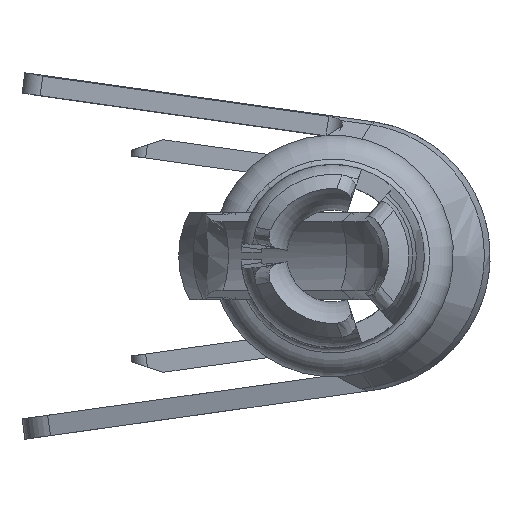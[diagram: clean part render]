
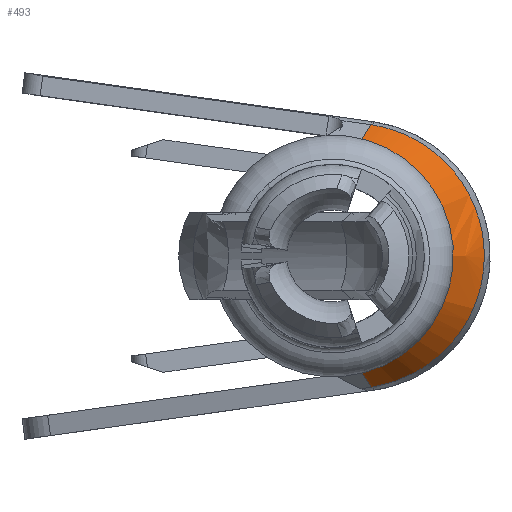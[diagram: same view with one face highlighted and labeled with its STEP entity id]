
A CAD part, front view. The second image highlights one B-rep face of the part: STEP entity #493.
In plain terms, the highlighted free-form (B-spline) face has degree [4, 3] with [8, 4] control points.
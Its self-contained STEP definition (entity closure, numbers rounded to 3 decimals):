
#152=(
BOUNDED_SURFACE()
B_SPLINE_SURFACE(4,3,((#8012,#8013,#8014,#8015),(#8016,#8017,#8018,#8019),
(#8020,#8021,#8022,#8023),(#8024,#8025,#8026,#8027),(#8028,#8029,#8030,#8031),
(#8032,#8033,#8034,#8035),(#8036,#8037,#8038,#8039),(#8040,#8041,#8042,#8043)),
 .UNSPECIFIED.,.F.,.F.,.F.)
B_SPLINE_SURFACE_WITH_KNOTS((5,3,5),(4,4),(0.,0.5,1.),(0.,1.),.UNSPECIFIED.)
GEOMETRIC_REPRESENTATION_ITEM()
RATIONAL_B_SPLINE_SURFACE(((1.005,1.005,1.005,
1.005),(1.005,1.005,1.005,1.005),
(0.965,0.965,0.965,0.965),
(1.005,1.005,1.005,1.005),(1.005,
1.005,1.005,1.005),(0.965,0.965,
0.965,0.965),(1.005,1.005,
1.005,1.005),(1.005,1.005,1.005,
1.005)))
REPRESENTATION_ITEM('')
SURFACE()
);
#493=ADVANCED_FACE('',(#756),#152,.F.);
#756=FACE_OUTER_BOUND('',#944,.T.);
#944=EDGE_LOOP('',(#2211,#2212,#2213,#2214,#2215,#2216));
#989=(
BOUNDED_CURVE()
B_SPLINE_CURVE(3,(#7951,#7952,#7953,#7954),.UNSPECIFIED.,.F.,.F.)
B_SPLINE_CURVE_WITH_KNOTS((4,4),(0.,1.),.UNSPECIFIED.)
CURVE()
GEOMETRIC_REPRESENTATION_ITEM()
RATIONAL_B_SPLINE_CURVE((1.005,1.005,1.005,
1.005))
REPRESENTATION_ITEM('')
);
#1148=LINE('',#7917,#1328);
#1328=VECTOR('',#4210,1.);
#2211=ORIENTED_EDGE('',*,*,#3112,.T.);
#2212=ORIENTED_EDGE('',*,*,#3127,.T.);
#2213=ORIENTED_EDGE('',*,*,#3128,.T.);
#2214=ORIENTED_EDGE('',*,*,#3129,.T.);
#2215=ORIENTED_EDGE('',*,*,#3123,.F.);
#2216=ORIENTED_EDGE('',*,*,#2886,.F.);
#2514=VERTEX_POINT('',#5407);
#2520=VERTEX_POINT('',#5426);
#2642=VERTEX_POINT('',#7916);
#2650=VERTEX_POINT('',#7955);
#2653=VERTEX_POINT('',#7969);
#2654=VERTEX_POINT('',#8001);
#2886=EDGE_CURVE('',#2520,#2514,#3231,.T.);
#3112=EDGE_CURVE('',#2520,#2642,#1148,.T.);
#3123=EDGE_CURVE('',#2514,#2650,#989,.T.);
#3127=EDGE_CURVE('',#2642,#2653,#3318,.T.);
#3128=EDGE_CURVE('',#2653,#2654,#3319,.T.);
#3129=EDGE_CURVE('',#2654,#2650,#3320,.T.);
#3231=B_SPLINE_CURVE_WITH_KNOTS('',3,(#5427,#5428,#5429,#5430,#5431,#5432),
 .UNSPECIFIED.,.F.,.F.,(4,2,4),(0.,0.5,1.),.UNSPECIFIED.);
#3318=B_SPLINE_CURVE_WITH_KNOTS('',3,(#7962,#7963,#7964,#7965,#7966,#7967,
#7968),.UNSPECIFIED.,.F.,.F.,(4,3,4),(0.,0.002,1.),.UNSPECIFIED.);
#3319=B_SPLINE_CURVE_WITH_KNOTS('',3,(#7970,#7971,#7972,#7973,#7974,#7975,
#7976,#7977,#7978,#7979,#7980,#7981,#7982,#7983,#7984,#7985,#7986,#7987,
#7988,#7989,#7990,#7991,#7992,#7993,#7994,#7995,#7996,#7997,#7998,#7999,
#8000),.UNSPECIFIED.,.F.,.F.,(4,3,3,3,3,3,3,3,3,3,4),(0.,0.029,
0.148,0.266,0.384,0.5,
0.566,0.683,0.801,0.913,1.),
 .UNSPECIFIED.);
#3320=B_SPLINE_CURVE_WITH_KNOTS('',3,(#8002,#8003,#8004,#8005,#8006,#8007,
#8008,#8009,#8010,#8011),.UNSPECIFIED.,.F.,.F.,(4,3,3,4),(0.,0.025,
0.998,1.),.UNSPECIFIED.);
#4210=DIRECTION('',(0.245,0.893,-0.379));
#5407=CARTESIAN_POINT('',(0.174,22.42,1.238));
#5426=CARTESIAN_POINT('',(0.174,22.42,-1.238));
#5427=CARTESIAN_POINT('',(0.174,22.42,-1.238));
#5428=CARTESIAN_POINT('',(0.764,22.42,-1.155));
#5429=CARTESIAN_POINT('',(1.25,22.42,-0.596));
#5430=CARTESIAN_POINT('',(1.25,22.42,0.596));
#5431=CARTESIAN_POINT('',(0.764,22.42,1.155));
#5432=CARTESIAN_POINT('',(0.174,22.42,1.238));
#7916=CARTESIAN_POINT('',(0.53,23.721,-1.79));
#7917=CARTESIAN_POINT('',(0.366,23.12,-1.535));
#7951=CARTESIAN_POINT('',(0.174,22.42,1.238));
#7952=CARTESIAN_POINT('',(0.3,22.887,1.436));
#7953=CARTESIAN_POINT('',(0.427,23.353,1.634));
#7954=CARTESIAN_POINT('',(0.553,23.82,1.833));
#7955=CARTESIAN_POINT('',(0.526,23.721,1.79));
#7962=CARTESIAN_POINT('',(0.53,23.721,-1.79));
#7963=CARTESIAN_POINT('',(0.53,23.721,-1.79));
#7964=CARTESIAN_POINT('',(0.53,23.721,-1.79));
#7965=CARTESIAN_POINT('',(0.53,23.721,-1.79));
#7966=CARTESIAN_POINT('',(0.539,23.721,-1.788));
#7967=CARTESIAN_POINT('',(0.547,23.72,-1.787));
#7968=CARTESIAN_POINT('',(0.556,23.72,-1.786));
#7969=CARTESIAN_POINT('',(0.556,23.72,-1.786));
#7970=CARTESIAN_POINT('',(0.556,23.72,-1.786));
#7971=CARTESIAN_POINT('',(0.605,23.719,-1.778));
#7972=CARTESIAN_POINT('',(0.655,23.718,-1.767));
#7973=CARTESIAN_POINT('',(0.703,23.717,-1.755));
#7974=CARTESIAN_POINT('',(0.898,23.714,-1.706));
#7975=CARTESIAN_POINT('',(1.087,23.711,-1.623));
#7976=CARTESIAN_POINT('',(1.255,23.708,-1.513));
#7977=CARTESIAN_POINT('',(1.421,23.705,-1.404));
#7978=CARTESIAN_POINT('',(1.571,23.703,-1.265));
#7979=CARTESIAN_POINT('',(1.693,23.702,-1.107));
#7980=CARTESIAN_POINT('',(1.814,23.7,-0.95));
#7981=CARTESIAN_POINT('',(1.91,23.699,-0.771));
#7982=CARTESIAN_POINT('',(1.974,23.698,-0.584));
#7983=CARTESIAN_POINT('',(2.037,23.697,-0.397));
#7984=CARTESIAN_POINT('',(2.071,23.697,-0.197));
#7985=CARTESIAN_POINT('',(2.071,23.697,0.));
#7986=CARTESIAN_POINT('',(2.071,23.697,0.112));
#7987=CARTESIAN_POINT('',(2.06,23.697,0.224));
#7988=CARTESIAN_POINT('',(2.04,23.697,0.334));
#7989=CARTESIAN_POINT('',(2.003,23.697,0.528));
#7990=CARTESIAN_POINT('',(1.934,23.698,0.719));
#7991=CARTESIAN_POINT('',(1.836,23.7,0.891));
#7992=CARTESIAN_POINT('',(1.738,23.701,1.064));
#7993=CARTESIAN_POINT('',(1.61,23.703,1.223));
#7994=CARTESIAN_POINT('',(1.461,23.705,1.355));
#7995=CARTESIAN_POINT('',(1.32,23.708,1.481));
#7996=CARTESIAN_POINT('',(1.156,23.711,1.585));
#7997=CARTESIAN_POINT('',(0.981,23.713,1.661));
#7998=CARTESIAN_POINT('',(0.846,23.716,1.719));
#7999=CARTESIAN_POINT('',(0.703,23.718,1.762));
#8000=CARTESIAN_POINT('',(0.557,23.72,1.785));
#8001=CARTESIAN_POINT('',(0.557,23.72,1.785));
#8002=CARTESIAN_POINT('',(0.557,23.72,1.785));
#8003=CARTESIAN_POINT('',(0.557,23.72,1.785));
#8004=CARTESIAN_POINT('',(0.557,23.72,1.786));
#8005=CARTESIAN_POINT('',(0.556,23.72,1.786));
#8006=CARTESIAN_POINT('',(0.546,23.72,1.787));
#8007=CARTESIAN_POINT('',(0.536,23.721,1.789));
#8008=CARTESIAN_POINT('',(0.526,23.721,1.79));
#8009=CARTESIAN_POINT('',(0.526,23.721,1.79));
#8010=CARTESIAN_POINT('',(0.526,23.721,1.79));
#8011=CARTESIAN_POINT('',(0.526,23.721,1.79));
#8012=CARTESIAN_POINT('',(0.174,22.42,-1.238));
#8013=CARTESIAN_POINT('',(0.302,22.887,-1.436));
#8014=CARTESIAN_POINT('',(0.43,23.353,-1.634));
#8015=CARTESIAN_POINT('',(0.557,23.82,-1.832));
#8016=CARTESIAN_POINT('',(0.58,22.42,-1.181));
#8017=CARTESIAN_POINT('',(0.773,22.887,-1.37));
#8018=CARTESIAN_POINT('',(0.966,23.353,-1.559));
#8019=CARTESIAN_POINT('',(1.158,23.82,-1.748));
#8020=CARTESIAN_POINT('',(1.063,22.42,-0.924));
#8021=CARTESIAN_POINT('',(1.333,22.887,-1.072));
#8022=CARTESIAN_POINT('',(1.603,23.353,-1.22));
#8023=CARTESIAN_POINT('',(1.873,23.82,-1.368));
#8024=CARTESIAN_POINT('',(1.25,22.42,-0.41));
#8025=CARTESIAN_POINT('',(1.55,22.887,-0.476));
#8026=CARTESIAN_POINT('',(1.85,23.353,-0.541));
#8027=CARTESIAN_POINT('',(2.15,23.82,-0.607));
#8028=CARTESIAN_POINT('',(1.25,22.42,0.41));
#8029=CARTESIAN_POINT('',(1.55,22.887,0.476));
#8030=CARTESIAN_POINT('',(1.85,23.353,0.541));
#8031=CARTESIAN_POINT('',(2.15,23.82,0.607));
#8032=CARTESIAN_POINT('',(1.063,22.42,0.924));
#8033=CARTESIAN_POINT('',(1.333,22.887,1.072));
#8034=CARTESIAN_POINT('',(1.603,23.353,1.22));
#8035=CARTESIAN_POINT('',(1.873,23.82,1.368));
#8036=CARTESIAN_POINT('',(0.58,22.42,1.181));
#8037=CARTESIAN_POINT('',(0.773,22.887,1.37));
#8038=CARTESIAN_POINT('',(0.966,23.353,1.559));
#8039=CARTESIAN_POINT('',(1.158,23.82,1.748));
#8040=CARTESIAN_POINT('',(0.174,22.42,1.238));
#8041=CARTESIAN_POINT('',(0.3,22.887,1.436));
#8042=CARTESIAN_POINT('',(0.427,23.353,1.634));
#8043=CARTESIAN_POINT('',(0.553,23.82,1.833));
